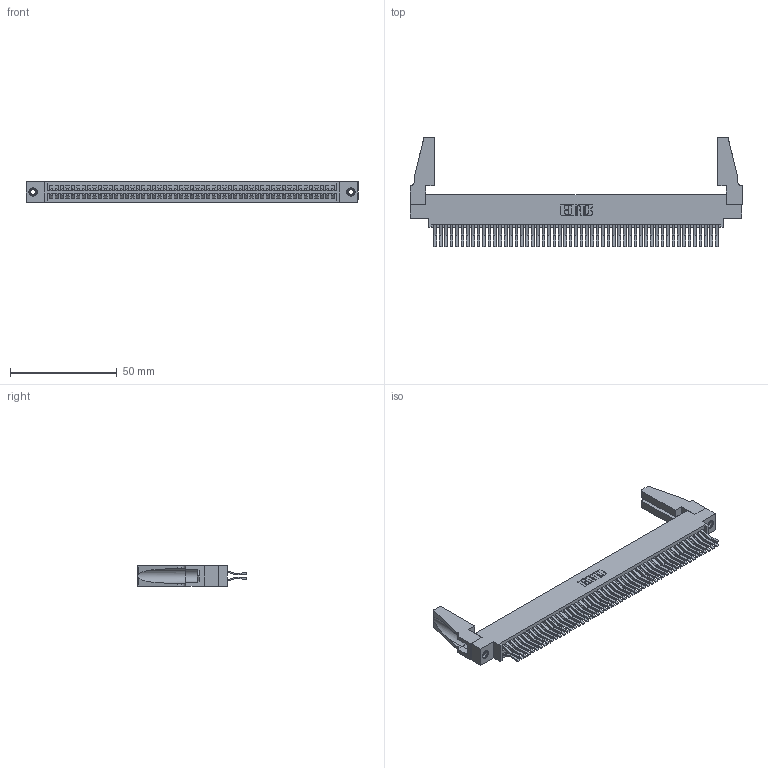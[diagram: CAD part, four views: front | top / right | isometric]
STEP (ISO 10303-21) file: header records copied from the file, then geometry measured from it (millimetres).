
FILE_DESCRIPTION (( 'STEP AP203' ), '1' );
FILE_NAME ('345-106-560-888.STEP', '2019-11-03T18:35:52', ( '' ), ( '' ), 'SwSTEP 2.0', 'SolidWorks 2016', '' );
FILE_SCHEMA (( 'CONFIG_CONTROL_DESIGN' ));
Length unit declared in the file: inch
Products named in the file (5): 345-250-001_345-250-001-102; 345-292-001_560 Tail; 345 Part_0.170 Offset - 0.156 Dia-TH; 345-106-560-888; 345-220-078_345-220-088
Assembly tree (111 placements, depth 2):
  345-106-560-888
    345 Part_0.170 Offset - 0.156 Dia-TH
    345-292-001_560 Tail  x106
    345-250-001_345-250-001-102  x2
    345-220-078_345-220-088  x2
Bounding box: 155.85 x 51.62 x 9.4 mm (x, y, z)
Volume: 19075.8 mm3; surface area: 28655.2 mm2
Topology: 111 solids, 111 shells, 5766 faces, 17097 edges, 11246 vertices
Faces by surface type: plane 3654, cylinder 2096, cone 12, torus 4
Entity records: 42472 total; most frequent: CARTESIAN_POINT 7106, ORIENTED_EDGE 7000, DIRECTION 6260, EDGE_CURVE 3500, VECTOR 3110, LINE 3110, VERTEX_POINT 2326, AXIS2_PLACEMENT_3D 1575
